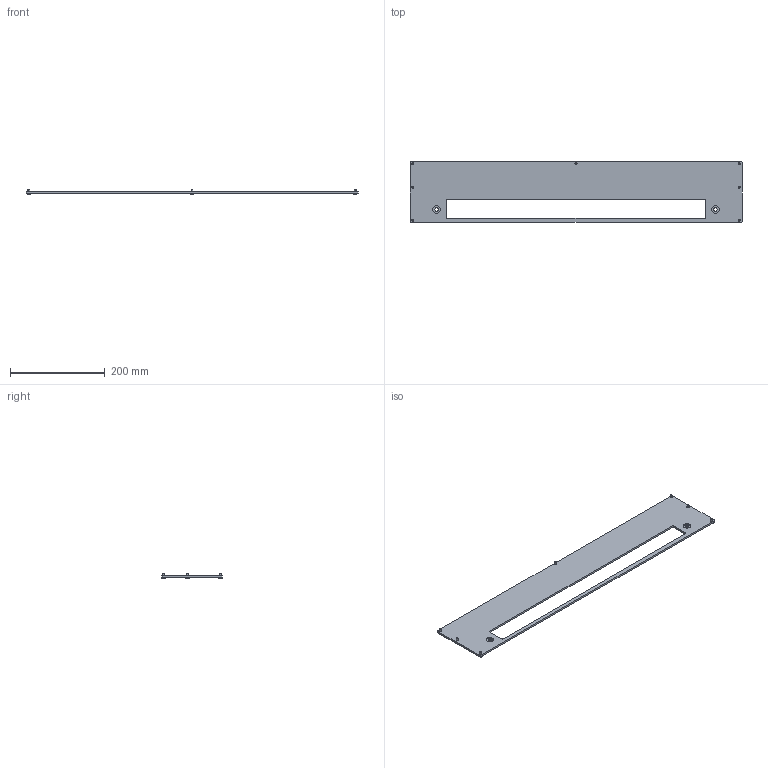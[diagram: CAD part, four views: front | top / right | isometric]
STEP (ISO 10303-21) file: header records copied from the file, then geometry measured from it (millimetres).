
FILE_DESCRIPTION (( 'STEP AP214' ), '1' );
FILE_NAME ('INGUN_114037.STEP', '2022-10-18T09:17:27', ( '' ), ( '' ), 'SwSTEP 2.0', 'SolidWorks 2021', '' );
FILE_SCHEMA (( 'AUTOMOTIVE_DESIGN' ));
Length unit declared in the file: millimetre
Products named in the file (4): ISO7380~n_M04,0x010; INGUN_114037; 114038~0_S; DIN125~n_04,3 M04,0
Assembly tree (15 placements, depth 2):
  INGUN_114037
    114038~0_S
    DIN125~n_04,3 M04,0  x7
    ISO7380~n_M04,0x010  x7
Bounding box: 700 x 129 x 12.2 mm (x, y, z)
Volume: 270869.1 mm3; surface area: 149684.7 mm2
Topology: 15 solids, 15 shells, 287 faces, 695 edges, 454 vertices
Faces by surface type: cylinder 201, plane 58, cone 14, torus 14
Entity records: 2681 total; most frequent: DIRECTION 495, CARTESIAN_POINT 422, ORIENTED_EDGE 394, AXIS2_PLACEMENT_3D 203, EDGE_CURVE 197, VERTEX_POINT 130, CIRCLE 108, EDGE_LOOP 103
